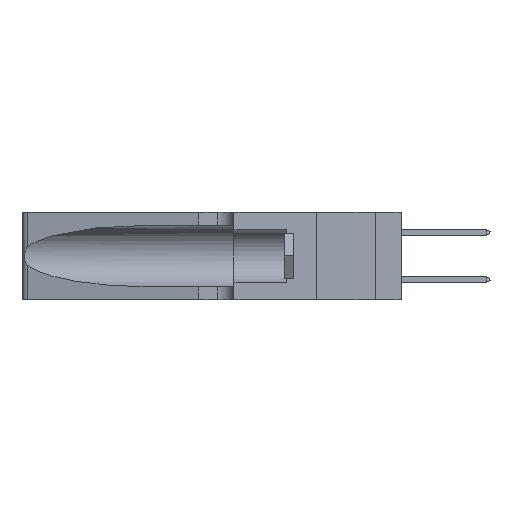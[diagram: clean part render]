
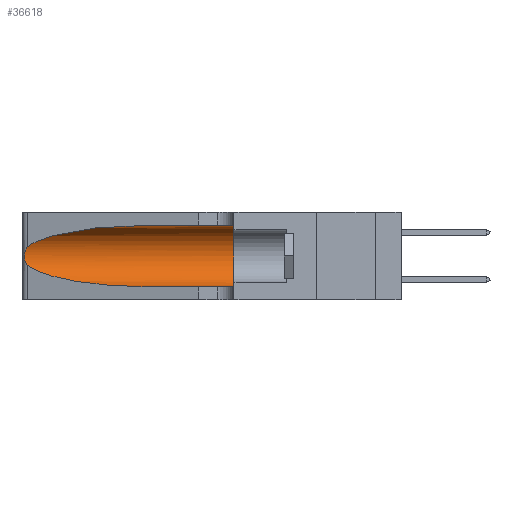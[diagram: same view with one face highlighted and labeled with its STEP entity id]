
A CAD part, left-side view. The second image highlights one B-rep face of the part: STEP entity #36618.
In plain terms, the highlighted cylindrical face has radius 3.308 mm (diameter 6.617 mm), a partial arc.
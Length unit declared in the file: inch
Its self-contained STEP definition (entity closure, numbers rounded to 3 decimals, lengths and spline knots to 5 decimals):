
#715 = EDGE_LOOP ( 'NONE', ( #32117, #38662, #18307, #39963, #3196, #4974 ) ) ;
#850 = CARTESIAN_POINT ( 'NONE',  ( 0.26017, 1.23833, 0.17102 ) ) ;
#1307 = CARTESIAN_POINT ( 'NONE',  ( 0.1305, 0.72297, 0.31525 ) ) ;
#2605 = VERTEX_POINT ( 'NONE', #1307 ) ;
#3196 = ORIENTED_EDGE ( 'NONE', *, *, #38223, .F. ) ;
#3695 = DIRECTION ( 'NONE',  ( 0., 1., 0. ) ) ;
#4069 = CARTESIAN_POINT ( 'NONE',  ( 0.26018, 1.23835, 0.19895 ) ) ;
#4938 = CARTESIAN_POINT ( 'NONE',  ( 0.1305, 0.72297, 0.31525 ) ) ;
#4974 = ORIENTED_EDGE ( 'NONE', *, *, #13725, .F. ) ;
#5225 = CARTESIAN_POINT ( 'NONE',  ( 0.1305, 0.35, 0.05475 ) ) ;
#5520 = DIRECTION ( 'NONE',  ( 0., -1., 0. ) ) ;
#5765 = CARTESIAN_POINT ( 'NONE',  ( 0.2373, 1.15595, 0.28018 ) ) ;
#5983 = CARTESIAN_POINT ( 'NONE',  ( 0.1305, 1.61858, 0.31525 ) ) ;
#6279 = CARTESIAN_POINT ( 'NONE',  ( 0.25487, 1.22718, 0.22369 ) ) ;
#6456 = EDGE_CURVE ( 'NONE', #2605, #27297, #16498, .T. ) ;
#7754 = VECTOR ( 'NONE', #25472, 39.37008 ) ;
#8432 = CARTESIAN_POINT ( 'NONE',  ( 0.18966, 0.96281, 0.31525 ) ) ;
#8773 = DIRECTION ( 'NONE',  ( 0., -1., 0. ) ) ;
#10222 = FACE_OUTER_BOUND ( 'NONE', #715, .T. ) ;
#11513 = VERTEX_POINT ( 'NONE', #32780 ) ;
#11568 = CARTESIAN_POINT ( 'NONE',  ( 0.1305, 1.61858, 0.05475 ) ) ;
#12651 = CARTESIAN_POINT ( 'NONE',  ( 0.25789, 1.23486, 0.15765 ) ) ;
#12825 = CARTESIAN_POINT ( 'NONE',  ( 0.18966, 0.96281, 0.05475 ) ) ;
#13496 = CARTESIAN_POINT ( 'NONE',  ( 0.1305, 0.35, 0.31525 ) ) ;
#13725 = EDGE_CURVE ( 'NONE', #2605, #14075, #14308, .T. ) ;
#13951 = CARTESIAN_POINT ( 'NONE',  ( 0.1305, 0.35, 0.185 ) ) ;
#14075 = VERTEX_POINT ( 'NONE', #13496 ) ;
#14308 = LINE ( 'NONE', #5983, #19879 ) ;
#15247 = CARTESIAN_POINT ( 'NONE',  ( 0.25487, 1.22718, 0.14631 ) ) ;
#15692 = CARTESIAN_POINT ( 'NONE',  ( 0.25487, 1.22718, 0.14631 ) ) ;
#16498 =( BOUNDED_CURVE ( )  B_SPLINE_CURVE ( 3, ( #4938, #8432, #5765, #31698 ),
 .UNSPECIFIED., .F., .F. ) 
 B_SPLINE_CURVE_WITH_KNOTS ( ( 4, 4 ),
 ( 1.5708, 2.84003 ),
 .UNSPECIFIED. ) 
 CURVE ( )  GEOMETRIC_REPRESENTATION_ITEM ( )  RATIONAL_B_SPLINE_CURVE ( ( 1., 0.87, 0.87, 1. ) ) 
 REPRESENTATION_ITEM ( '' )  );
#18307 = ORIENTED_EDGE ( 'NONE', *, *, #25941, .T. ) ;
#18355 = DIRECTION ( 'NONE',  ( 0., 0., -1. ) ) ;
#18759 = CARTESIAN_POINT ( 'NONE',  ( 0.25639, 1.23184, 0.21858 ) ) ;
#19178 = CARTESIAN_POINT ( 'NONE',  ( 0.25555, 1.22993, 0.14849 ) ) ;
#19180 = CIRCLE ( 'NONE', #22224, 0.13025 ) ;
#19840 = EDGE_CURVE ( 'NONE', #11513, #28383, #21997, .T. ) ;
#19879 = VECTOR ( 'NONE', #8773, 39.37008 ) ;
#20174 = CARTESIAN_POINT ( 'NONE',  ( 0.26075, 1.23896, 0.19203 ) ) ;
#20867 = EDGE_CURVE ( 'NONE', #27297, #24397, #26098, .T. ) ;
#21534 = CARTESIAN_POINT ( 'NONE',  ( 0.25555, 1.22994, 0.2215 ) ) ;
#21997 = LINE ( 'NONE', #11568, #7754 ) ;
#22224 = AXIS2_PLACEMENT_3D ( 'NONE', #13951, #3695, #26448 ) ;
#22391 = CARTESIAN_POINT ( 'NONE',  ( 0.1305, 0.72297, 0.05475 ) ) ;
#22480 = AXIS2_PLACEMENT_3D ( 'NONE', #37769, #5520, #18355 ) ;
#22842 = CARTESIAN_POINT ( 'NONE',  ( 0.25487, 1.22718, 0.14631 ) ) ;
#24397 = VERTEX_POINT ( 'NONE', #15247 ) ;
#24495 = CARTESIAN_POINT ( 'NONE',  ( 0.25487, 1.22718, 0.22369 ) ) ;
#25472 = DIRECTION ( 'NONE',  ( 0., -1., 0. ) ) ;
#25941 = EDGE_CURVE ( 'NONE', #24397, #11513, #35976, .T. ) ;
#26098 = B_SPLINE_CURVE_WITH_KNOTS ( 'NONE', 3,
 ( #24495, #21534, #18759, #37766, #31720, #4069, #20174, #28838, #850, #32259, #12651, #35343, #19178, #22842 ),
 .UNSPECIFIED., .F., .F.,
 ( 4, 2, 2, 2, 2, 2, 4 ),
 ( 0., 0.00027, 0.00053, 0.00107, 0.0016, 0.00187, 0.00214 ),
 .UNSPECIFIED. ) ;
#26448 = DIRECTION ( 'NONE',  ( 0., 0., 1. ) ) ;
#27297 = VERTEX_POINT ( 'NONE', #6279 ) ;
#28383 = VERTEX_POINT ( 'NONE', #5225 ) ;
#28838 = CARTESIAN_POINT ( 'NONE',  ( 0.26075, 1.23896, 0.178 ) ) ;
#31698 = CARTESIAN_POINT ( 'NONE',  ( 0.25487, 1.22718, 0.22369 ) ) ;
#31720 = CARTESIAN_POINT ( 'NONE',  ( 0.25854, 1.2359, 0.20912 ) ) ;
#32117 = ORIENTED_EDGE ( 'NONE', *, *, #6456, .T. ) ;
#32259 = CARTESIAN_POINT ( 'NONE',  ( 0.25856, 1.23593, 0.16098 ) ) ;
#32288 = CARTESIAN_POINT ( 'NONE',  ( 0.2373, 1.15595, 0.08982 ) ) ;
#32780 = CARTESIAN_POINT ( 'NONE',  ( 0.1305, 0.72297, 0.05475 ) ) ;
#35343 = CARTESIAN_POINT ( 'NONE',  ( 0.25639, 1.23186, 0.15144 ) ) ;
#35976 =( BOUNDED_CURVE ( )  B_SPLINE_CURVE ( 3, ( #15692, #32288, #12825, #22391 ),
 .UNSPECIFIED., .F., .F. ) 
 B_SPLINE_CURVE_WITH_KNOTS ( ( 4, 4 ),
 ( 3.44316, 4.71239 ),
 .UNSPECIFIED. ) 
 CURVE ( )  GEOMETRIC_REPRESENTATION_ITEM ( )  RATIONAL_B_SPLINE_CURVE ( ( 1., 0.87, 0.87, 1. ) ) 
 REPRESENTATION_ITEM ( '' )  );
#36618 = ADVANCED_FACE ( 'NONE', ( #10222 ), #39086, .F. ) ;
#37766 = CARTESIAN_POINT ( 'NONE',  ( 0.25787, 1.23484, 0.2124 ) ) ;
#37769 = CARTESIAN_POINT ( 'NONE',  ( 0.1305, 1.61858, 0.185 ) ) ;
#38223 = EDGE_CURVE ( 'NONE', #14075, #28383, #19180, .T. ) ;
#38662 = ORIENTED_EDGE ( 'NONE', *, *, #20867, .T. ) ;
#39086 = CYLINDRICAL_SURFACE ( 'NONE', #22480, 0.13025 ) ;
#39963 = ORIENTED_EDGE ( 'NONE', *, *, #19840, .T. ) ;
